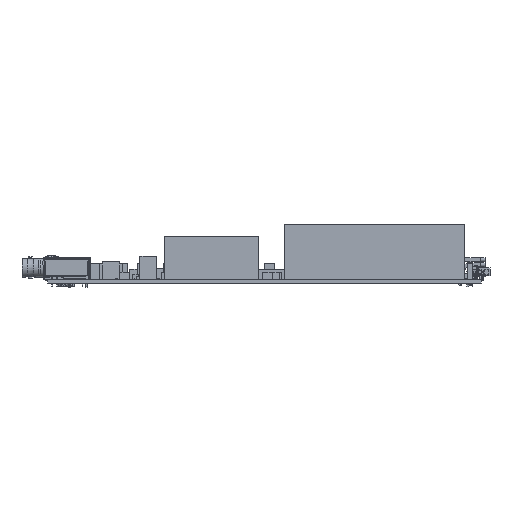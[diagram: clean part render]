
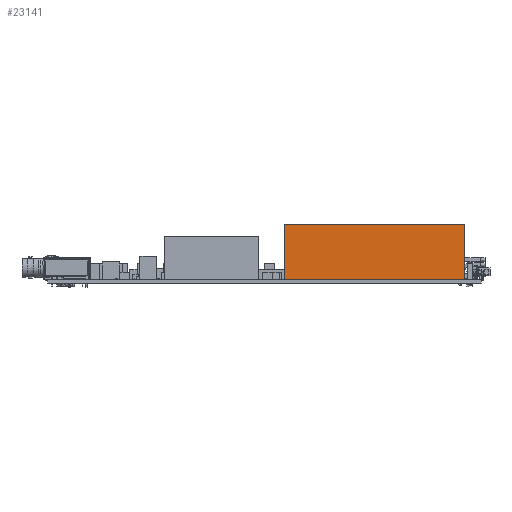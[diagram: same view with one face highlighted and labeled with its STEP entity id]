
A CAD part, front view. The second image highlights one B-rep face of the part: STEP entity #23141.
In plain terms, the highlighted planar face has unit normal (0, -1, 0).
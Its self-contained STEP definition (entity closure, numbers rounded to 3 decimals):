
#23141=ADVANCED_FACE('',(#41282),#41283,.T.);
#41282=FACE_OUTER_BOUND('',#58145,.T.);
#41283=PLANE('',#58146);
#58145=EDGE_LOOP('',(#92616,#92617,#92618,#92619));
#58146=AXIS2_PLACEMENT_3D('',#92620,#92621,#92622);
#92616=ORIENTED_EDGE('',*,*,#108245,.F.);
#92617=ORIENTED_EDGE('',*,*,#108256,.T.);
#92618=ORIENTED_EDGE('',*,*,#108250,.T.);
#92619=ORIENTED_EDGE('',*,*,#108260,.F.);
#92620=CARTESIAN_POINT('',(-45.7,-19.05,0.0));
#92621=DIRECTION('',(0.0,-1.0,0.0));
#92622=DIRECTION('',(0.0,0.0,-1.0));
#108245=EDGE_CURVE('',#129283,#129284,#129285,.T.);
#108250=EDGE_CURVE('',#129292,#129293,#129294,.T.);
#108256=EDGE_CURVE('',#129283,#129292,#129302,.T.);
#108260=EDGE_CURVE('',#129284,#129293,#129306,.T.);
#129283=VERTEX_POINT('',#161213);
#129284=VERTEX_POINT('',#161214);
#129285=LINE('',#161215,#161216);
#129292=VERTEX_POINT('',#161226);
#129293=VERTEX_POINT('',#161227);
#129294=LINE('',#161228,#161229);
#129302=LINE('',#161241,#161242);
#129306=LINE('',#161247,#161248);
#161213=CARTESIAN_POINT('',(-45.7,-19.05,28.0));
#161214=CARTESIAN_POINT('',(45.7,-19.05,28.0));
#161215=CARTESIAN_POINT('',(0.,-19.05,28.0));
#161216=VECTOR('',#175898,1.0);
#161226=CARTESIAN_POINT('',(-45.7,-19.05,0.0));
#161227=CARTESIAN_POINT('',(45.7,-19.05,0.0));
#161228=CARTESIAN_POINT('',(-45.7,-19.05,0.0));
#161229=VECTOR('',#175902,1.0);
#161241=CARTESIAN_POINT('',(-45.7,-19.05,14.0));
#161242=VECTOR('',#175907,1.0);
#161247=CARTESIAN_POINT('',(45.7,-19.05,14.0));
#161248=VECTOR('',#175909,1.0);
#175898=DIRECTION('',(1.0,0.0,0.0));
#175902=DIRECTION('',(1.0,0.0,0.0));
#175907=DIRECTION('',(-0.0,-0.0,-1.0));
#175909=DIRECTION('',(-0.0,-0.0,-1.0));
